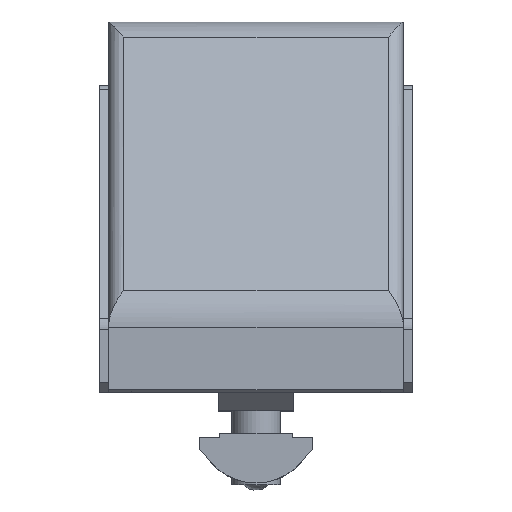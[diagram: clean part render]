
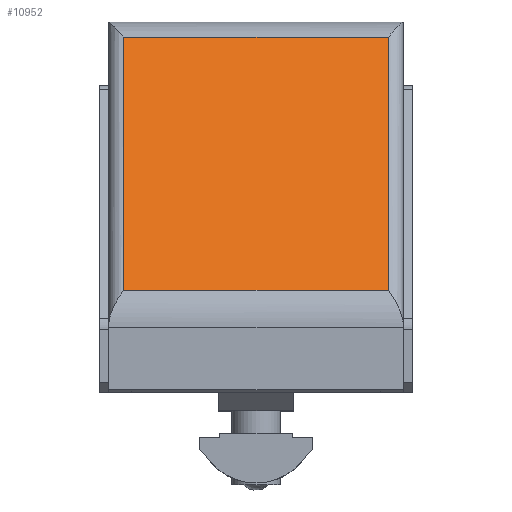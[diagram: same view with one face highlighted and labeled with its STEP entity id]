
A CAD part, top view. The second image highlights one B-rep face of the part: STEP entity #10952.
In plain terms, the highlighted face is planar.
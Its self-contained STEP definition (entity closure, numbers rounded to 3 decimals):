
#5772=PLANE('',#10683);
#6209=VECTOR('',#10267,1.);
#6210=VECTOR('',#10272,1.);
#6212=VECTOR('',#10278,1.);
#6244=VECTOR('',#10346,1.);
#6677=LINE('',#13803,#6209);
#6678=LINE('',#14122,#6210);
#6680=LINE('',#14305,#6212);
#6712=LINE('',#14372,#6244);
#7778=ORIENTED_EDGE('',*,*,#8740,.F.);
#7779=ORIENTED_EDGE('',*,*,#8744,.F.);
#7780=ORIENTED_EDGE('',*,*,#8748,.T.);
#7781=ORIENTED_EDGE('',*,*,#8782,.T.);
#8214=VERTEX_POINT('',#13625);
#8215=VERTEX_POINT('',#13802);
#8217=VERTEX_POINT('',#13964);
#8220=VERTEX_POINT('',#14128);
#8740=EDGE_CURVE('',#8214,#8215,#6677,.T.);
#8744=EDGE_CURVE('',#8217,#8214,#6678,.T.);
#8748=EDGE_CURVE('',#8217,#8220,#6680,.T.);
#8782=EDGE_CURVE('',#8220,#8215,#6712,.T.);
#9035=EDGE_LOOP('',(#7778,#7779,#7780,#7781));
#9299=FACE_BOUND('',#9035,.T.);
#10267=DIRECTION('',(0.,0.,-35.6));
#10272=DIRECTION('',(48.201,0.,0.));
#10278=DIRECTION('',(0.,0.,-35.6));
#10346=DIRECTION('',(48.201,0.,0.));
#10347=DIRECTION('',(0.,-1.,0.));
#10348=DIRECTION('',(-1.,0.,0.));
#10683=AXIS2_PLACEMENT_3D('',#14373,#10347,#10348);
#10952=ADVANCED_FACE('',(#9299),#5772,.T.);
#13625=CARTESIAN_POINT('',(24.101,-8.5,17.8));
#13802=CARTESIAN_POINT('',(24.101,-8.5,-17.8));
#13803=CARTESIAN_POINT('',(24.101,-8.5,17.8));
#13964=CARTESIAN_POINT('',(-24.101,-8.5,17.8));
#14122=CARTESIAN_POINT('',(-24.101,-8.5,17.8));
#14128=CARTESIAN_POINT('',(-24.101,-8.5,-17.8));
#14305=CARTESIAN_POINT('',(-24.101,-8.5,17.8));
#14372=CARTESIAN_POINT('',(-24.101,-8.5,-17.8));
#14373=CARTESIAN_POINT('',(-24.101,-8.5,0.));
